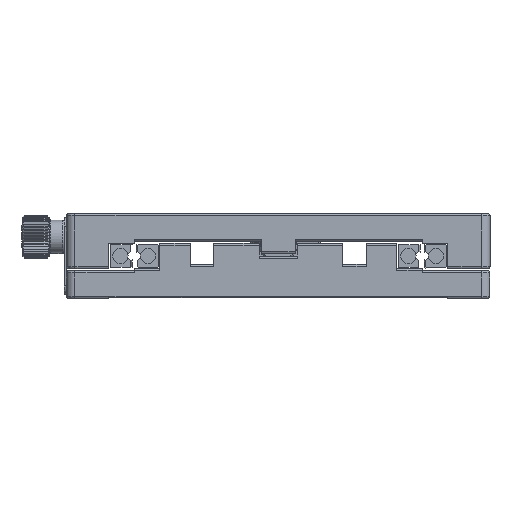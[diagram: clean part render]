
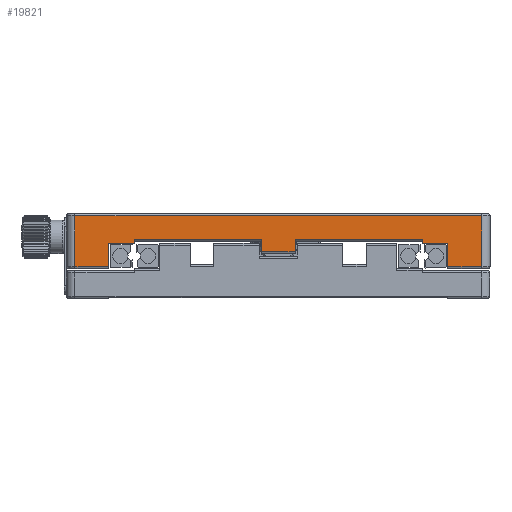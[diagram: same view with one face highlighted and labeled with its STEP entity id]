
A CAD part, front view. The second image highlights one B-rep face of the part: STEP entity #19821.
In plain terms, the highlighted planar face has unit normal (0, -1, 0).
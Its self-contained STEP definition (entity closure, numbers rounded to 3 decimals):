
#5 = DIRECTION ( 'NONE',  ( -1., 0., 0. ) ) ;
#153 = ORIENTED_EDGE ( 'NONE', *, *, #27179, .F. ) ;
#187 = ORIENTED_EDGE ( 'NONE', *, *, #12494, .T. ) ;
#244 = DIRECTION ( 'NONE',  ( 1., 0., 0. ) ) ;
#908 = LINE ( 'NONE', #24292, #15941 ) ;
#928 = DIRECTION ( 'NONE',  ( 0., 0., -1. ) ) ;
#1244 = EDGE_CURVE ( 'NONE', #17164, #5752, #20358, .T. ) ;
#1288 = CARTESIAN_POINT ( 'NONE',  ( -40., -50., 13. ) ) ;
#1341 = LINE ( 'NONE', #4897, #8829 ) ;
#1366 = CARTESIAN_POINT ( 'NONE',  ( 50., -50., 7. ) ) ;
#1825 = DIRECTION ( 'NONE',  ( 1., 0., 0. ) ) ;
#1993 = CARTESIAN_POINT ( 'NONE',  ( -40., -50., 7.5 ) ) ;
#2432 = ORIENTED_EDGE ( 'NONE', *, *, #1244, .T. ) ;
#3287 = ORIENTED_EDGE ( 'NONE', *, *, #3354, .T. ) ;
#3354 = EDGE_CURVE ( 'NONE', #14198, #13981, #17190, .T. ) ;
#3358 = VECTOR ( 'NONE', #19122, 1000. ) ;
#3568 = ORIENTED_EDGE ( 'NONE', *, *, #16794, .F. ) ;
#3728 = ORIENTED_EDGE ( 'NONE', *, *, #26762, .F. ) ;
#4043 = DIRECTION ( 'NONE',  ( 0., 0., 1. ) ) ;
#4086 = EDGE_CURVE ( 'NONE', #13607, #8881, #20390, .T. ) ;
#4100 = EDGE_CURVE ( 'NONE', #16633, #5908, #16387, .T. ) ;
#4897 = CARTESIAN_POINT ( 'NONE',  ( 34., -50., 114.198 ) ) ;
#4899 = LINE ( 'NONE', #17741, #8170 ) ;
#4945 = CARTESIAN_POINT ( 'NONE',  ( 4., -50., 11. ) ) ;
#5033 = ORIENTED_EDGE ( 'NONE', *, *, #4100, .F. ) ;
#5108 = LINE ( 'NONE', #20556, #7713 ) ;
#5465 = ORIENTED_EDGE ( 'NONE', *, *, #21284, .T. ) ;
#5665 = CARTESIAN_POINT ( 'NONE',  ( 40., -50., 13. ) ) ;
#5678 = CARTESIAN_POINT ( 'NONE',  ( -4., -50., 11. ) ) ;
#5752 = VERTEX_POINT ( 'NONE', #21476 ) ;
#5802 = DIRECTION ( 'NONE',  ( 1., 0., 0. ) ) ;
#5908 = VERTEX_POINT ( 'NONE', #16293 ) ;
#6160 = CARTESIAN_POINT ( 'NONE',  ( -34., -50., 14. ) ) ;
#6332 = EDGE_CURVE ( 'NONE', #5752, #5908, #1341, .T. ) ;
#6398 = CARTESIAN_POINT ( 'NONE',  ( 48., -50., 19.5 ) ) ;
#6573 = VERTEX_POINT ( 'NONE', #18835 ) ;
#6692 = CARTESIAN_POINT ( 'NONE',  ( 34., -50., 14. ) ) ;
#6732 = VECTOR ( 'NONE', #17808, 1000. ) ;
#7288 = DIRECTION ( 'NONE',  ( 0., 0., -1. ) ) ;
#7713 = VECTOR ( 'NONE', #244, 1000. ) ;
#8046 = DIRECTION ( 'NONE',  ( 1., 0., 0. ) ) ;
#8115 = EDGE_CURVE ( 'NONE', #6573, #8881, #14806, .T. ) ;
#8170 = VECTOR ( 'NONE', #4043, 1000. ) ;
#8542 = CARTESIAN_POINT ( 'NONE',  ( -48., -50., 19.5 ) ) ;
#8829 = VECTOR ( 'NONE', #928, 1000. ) ;
#8881 = VERTEX_POINT ( 'NONE', #26569 ) ;
#8924 = ORIENTED_EDGE ( 'NONE', *, *, #23587, .T. ) ;
#8962 = DIRECTION ( 'NONE',  ( 0., 0., -1. ) ) ;
#9809 = DIRECTION ( 'NONE',  ( 0., 1., 0. ) ) ;
#10263 = VERTEX_POINT ( 'NONE', #5678 ) ;
#10440 = VECTOR ( 'NONE', #13307, 1000. ) ;
#10637 = CARTESIAN_POINT ( 'NONE',  ( -34., -50., 13. ) ) ;
#10687 = LINE ( 'NONE', #14233, #23529 ) ;
#11149 = CARTESIAN_POINT ( 'NONE',  ( 4., -50., 13.5 ) ) ;
#11152 = VERTEX_POINT ( 'NONE', #11966 ) ;
#11502 = CARTESIAN_POINT ( 'NONE',  ( 50., -50., 19.5 ) ) ;
#11612 = VECTOR ( 'NONE', #5802, 1000. ) ;
#11705 = VECTOR ( 'NONE', #22573, 1000. ) ;
#11966 = CARTESIAN_POINT ( 'NONE',  ( -4., -50., 14. ) ) ;
#12494 = EDGE_CURVE ( 'NONE', #18339, #14198, #5108, .T. ) ;
#12584 = LINE ( 'NONE', #19218, #14913 ) ;
#12919 = CARTESIAN_POINT ( 'NONE',  ( -40., -50., 13. ) ) ;
#13307 = DIRECTION ( 'NONE',  ( 0., 0., -1. ) ) ;
#13473 = ORIENTED_EDGE ( 'NONE', *, *, #4086, .F. ) ;
#13520 = VECTOR ( 'NONE', #5, 1000. ) ;
#13607 = VERTEX_POINT ( 'NONE', #1288 ) ;
#13657 = VERTEX_POINT ( 'NONE', #10637 ) ;
#13677 = EDGE_CURVE ( 'NONE', #20543, #6573, #16362, .T. ) ;
#13981 = VERTEX_POINT ( 'NONE', #6398 ) ;
#14198 = VERTEX_POINT ( 'NONE', #23853 ) ;
#14233 = CARTESIAN_POINT ( 'NONE',  ( 4., -50., 11. ) ) ;
#14277 = LINE ( 'NONE', #16930, #6732 ) ;
#14352 = ORIENTED_EDGE ( 'NONE', *, *, #16059, .F. ) ;
#14806 = LINE ( 'NONE', #1993, #19796 ) ;
#14913 = VECTOR ( 'NONE', #7288, 1000. ) ;
#14972 = DIRECTION ( 'NONE',  ( -1., 0., 0. ) ) ;
#15549 = LINE ( 'NONE', #18262, #3358 ) ;
#15941 = VECTOR ( 'NONE', #8046, 1000. ) ;
#15944 = FACE_OUTER_BOUND ( 'NONE', #23570, .T. ) ;
#16059 = EDGE_CURVE ( 'NONE', #10263, #11152, #4899, .T. ) ;
#16293 = CARTESIAN_POINT ( 'NONE',  ( 34., -50., 13. ) ) ;
#16362 = LINE ( 'NONE', #21626, #10440 ) ;
#16387 = LINE ( 'NONE', #22528, #13520 ) ;
#16394 = DIRECTION ( 'NONE',  ( 0., 0., -1. ) ) ;
#16633 = VERTEX_POINT ( 'NONE', #5665 ) ;
#16794 = EDGE_CURVE ( 'NONE', #25773, #13657, #14277, .T. ) ;
#16930 = CARTESIAN_POINT ( 'NONE',  ( -34., -50., 114.198 ) ) ;
#16974 = ORIENTED_EDGE ( 'NONE', *, *, #8115, .T. ) ;
#17109 = VECTOR ( 'NONE', #8962, 1000. ) ;
#17164 = VERTEX_POINT ( 'NONE', #20208 ) ;
#17190 = LINE ( 'NONE', #26814, #22935 ) ;
#17500 = DIRECTION ( 'NONE',  ( 1., 0., 0. ) ) ;
#17614 = DIRECTION ( 'NONE',  ( 0., 0., 1. ) ) ;
#17741 = CARTESIAN_POINT ( 'NONE',  ( -4., -50., 13.5 ) ) ;
#17808 = DIRECTION ( 'NONE',  ( 0., 0., -1. ) ) ;
#17899 = AXIS2_PLACEMENT_3D ( 'NONE', #1366, #9809, #16394 ) ;
#18203 = PLANE ( 'NONE',  #17899 ) ;
#18256 = VECTOR ( 'NONE', #14972, 1000. ) ;
#18262 = CARTESIAN_POINT ( 'NONE',  ( -28., -50., 13. ) ) ;
#18339 = VERTEX_POINT ( 'NONE', #20915 ) ;
#18618 = ORIENTED_EDGE ( 'NONE', *, *, #13677, .T. ) ;
#18835 = CARTESIAN_POINT ( 'NONE',  ( -48., -50., 7.5 ) ) ;
#19122 = DIRECTION ( 'NONE',  ( -1., 0., 0. ) ) ;
#19218 = CARTESIAN_POINT ( 'NONE',  ( 40., -50., 13. ) ) ;
#19796 = VECTOR ( 'NONE', #17500, 1000. ) ;
#19821 = ADVANCED_FACE ( 'NONE', ( #15944 ), #18203, .F. ) ;
#20208 = CARTESIAN_POINT ( 'NONE',  ( 4., -50., 14. ) ) ;
#20358 = LINE ( 'NONE', #6692, #11612 ) ;
#20390 = LINE ( 'NONE', #12919, #11705 ) ;
#20543 = VERTEX_POINT ( 'NONE', #8542 ) ;
#20556 = CARTESIAN_POINT ( 'NONE',  ( 48., -50., 7.5 ) ) ;
#20803 = LINE ( 'NONE', #11149, #17109 ) ;
#20915 = CARTESIAN_POINT ( 'NONE',  ( 40., -50., 7.5 ) ) ;
#20943 = ORIENTED_EDGE ( 'NONE', *, *, #23093, .T. ) ;
#21284 = EDGE_CURVE ( 'NONE', #16633, #18339, #12584, .T. ) ;
#21476 = CARTESIAN_POINT ( 'NONE',  ( 34., -50., 14. ) ) ;
#21626 = CARTESIAN_POINT ( 'NONE',  ( -48., -50., 7. ) ) ;
#22528 = CARTESIAN_POINT ( 'NONE',  ( 40., -50., 13. ) ) ;
#22573 = DIRECTION ( 'NONE',  ( 0., 0., -1. ) ) ;
#22935 = VECTOR ( 'NONE', #17614, 1000. ) ;
#23093 = EDGE_CURVE ( 'NONE', #13981, #20543, #23374, .T. ) ;
#23374 = LINE ( 'NONE', #11502, #18256 ) ;
#23529 = VECTOR ( 'NONE', #1825, 1000. ) ;
#23530 = EDGE_CURVE ( 'NONE', #25773, #11152, #908, .T. ) ;
#23570 = EDGE_LOOP ( 'NONE', ( #18618, #16974, #13473, #3728, #3568, #26597, #14352, #8924, #153, #2432, #26947, #5033, #5465, #187, #3287, #20943 ) ) ;
#23587 = EDGE_CURVE ( 'NONE', #10263, #25351, #10687, .T. ) ;
#23853 = CARTESIAN_POINT ( 'NONE',  ( 48., -50., 7.5 ) ) ;
#24292 = CARTESIAN_POINT ( 'NONE',  ( -4., -50., 14. ) ) ;
#25351 = VERTEX_POINT ( 'NONE', #4945 ) ;
#25773 = VERTEX_POINT ( 'NONE', #6160 ) ;
#26569 = CARTESIAN_POINT ( 'NONE',  ( -40., -50., 7.5 ) ) ;
#26597 = ORIENTED_EDGE ( 'NONE', *, *, #23530, .T. ) ;
#26762 = EDGE_CURVE ( 'NONE', #13657, #13607, #15549, .T. ) ;
#26814 = CARTESIAN_POINT ( 'NONE',  ( 48., -50., 7. ) ) ;
#26947 = ORIENTED_EDGE ( 'NONE', *, *, #6332, .T. ) ;
#27179 = EDGE_CURVE ( 'NONE', #17164, #25351, #20803, .T. ) ;
